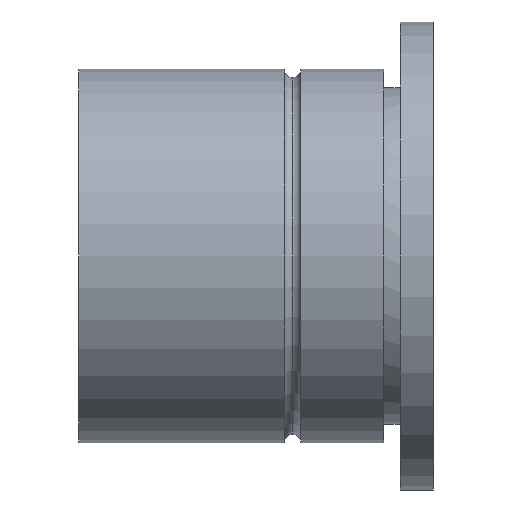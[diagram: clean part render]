
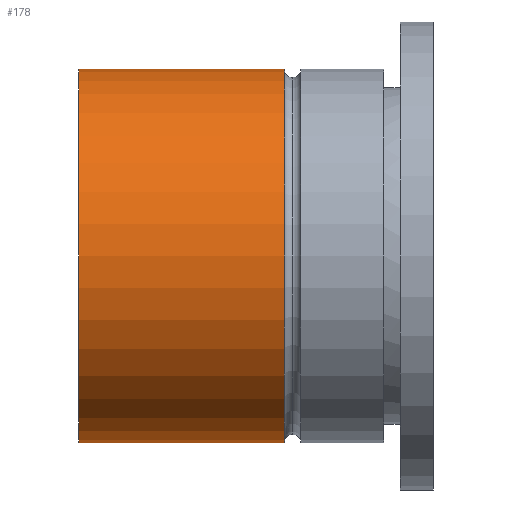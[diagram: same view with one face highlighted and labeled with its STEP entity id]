
A CAD part, front view. The second image highlights one B-rep face of the part: STEP entity #178.
In plain terms, the highlighted cylindrical face has radius 1.58 mm (diameter 3.16 mm), a partial arc.
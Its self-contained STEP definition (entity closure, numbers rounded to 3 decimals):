
#178=ADVANCED_FACE('',(#490),#491,.T.);
#490=FACE_OUTER_BOUND('',#951,.T.);
#491=CYLINDRICAL_SURFACE('',#952,1.58);
#951=EDGE_LOOP('',(#1427,#1428,#1429,#1430));
#952=AXIS2_PLACEMENT_3D('',#1431,#1432,#1433);
#1427=ORIENTED_EDGE('',*,*,#2721,.F.);
#1428=ORIENTED_EDGE('',*,*,#2722,.T.);
#1429=ORIENTED_EDGE('',*,*,#2723,.F.);
#1430=ORIENTED_EDGE('',*,*,#2724,.T.);
#1431=CARTESIAN_POINT('',(-1.71,0.0,0.));
#1432=DIRECTION('',(1.0,0.0,0.));
#1433=DIRECTION('',(0.,0.0,1.0));
#2721=EDGE_CURVE('',#3242,#3243,#3244,.T.);
#2722=EDGE_CURVE('',#3242,#3245,#3246,.T.);
#2723=EDGE_CURVE('',#3247,#3245,#3248,.T.);
#2724=EDGE_CURVE('',#3247,#3243,#3249,.T.);
#3242=VERTEX_POINT('',#3991);
#3243=VERTEX_POINT('',#3992);
#3244=LINE('',#3993,#3994);
#3245=VERTEX_POINT('',#3995);
#3246=CIRCLE('',#3996,1.58);
#3247=VERTEX_POINT('',#3997);
#3248=LINE('',#3998,#3999);
#3249=CIRCLE('',#4000,1.58);
#3991=CARTESIAN_POINT('',(-3.0,0.,1.58));
#3992=CARTESIAN_POINT('',(-1.26,0.,1.58));
#3993=CARTESIAN_POINT('',(-1.71,0.,1.58));
#3994=VECTOR('',#5061,1.0);
#3995=CARTESIAN_POINT('',(-3.0,0.,-1.58));
#3996=AXIS2_PLACEMENT_3D('',#5062,#5063,#5064);
#3997=CARTESIAN_POINT('',(-1.26,0.,-1.58));
#3998=CARTESIAN_POINT('',(-1.71,0.,-1.58));
#3999=VECTOR('',#5065,1.0);
#4000=AXIS2_PLACEMENT_3D('',#5066,#5067,#5068);
#5061=DIRECTION('',(1.0,0.0,0.));
#5062=CARTESIAN_POINT('',(-3.0,0.0,0.));
#5063=DIRECTION('',(1.0,0.0,0.));
#5064=DIRECTION('',(0.,0.0,1.0));
#5065=DIRECTION('',(-1.0,-0.0,0.));
#5066=CARTESIAN_POINT('',(-1.26,0.0,0.));
#5067=DIRECTION('',(-1.0,0.0,0.));
#5068=DIRECTION('',(0.,0.0,1.0));
